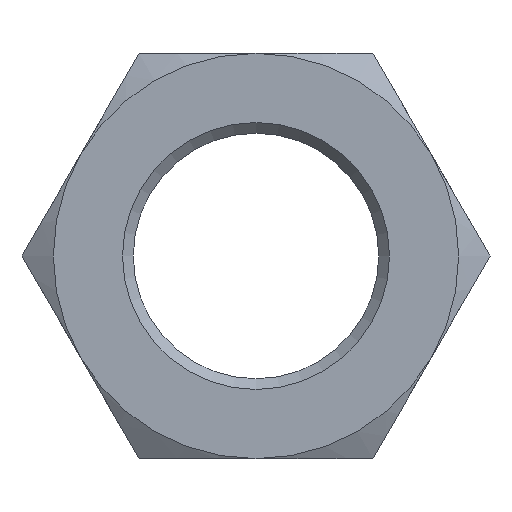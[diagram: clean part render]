
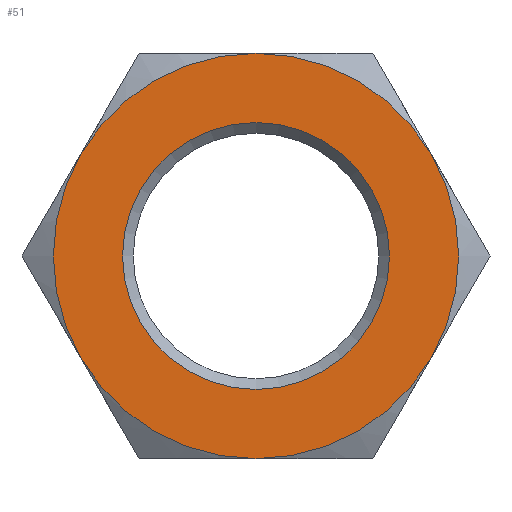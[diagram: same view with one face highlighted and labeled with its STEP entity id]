
A CAD part, left-side view. The second image highlights one B-rep face of the part: STEP entity #51.
In plain terms, the highlighted planar face has unit normal (-1, 0, 0).
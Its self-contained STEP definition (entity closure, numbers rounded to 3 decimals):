
#51 = ADVANCED_FACE( '', ( #116, #117 ), #118, .F. );
#116 = FACE_OUTER_BOUND( '', #197, .T. );
#117 = FACE_BOUND( '', #198, .T. );
#118 = PLANE( '', #199 );
#197 = EDGE_LOOP( '', ( #283, #284, #285, #286, #287, #288 ) );
#198 = EDGE_LOOP( '', ( #289 ) );
#199 = AXIS2_PLACEMENT_3D( '', #290, #291, #292 );
#283 = ORIENTED_EDGE( '', *, *, #461, .F. );
#284 = ORIENTED_EDGE( '', *, *, #462, .F. );
#285 = ORIENTED_EDGE( '', *, *, #463, .F. );
#286 = ORIENTED_EDGE( '', *, *, #464, .F. );
#287 = ORIENTED_EDGE( '', *, *, #465, .F. );
#288 = ORIENTED_EDGE( '', *, *, #466, .F. );
#289 = ORIENTED_EDGE( '', *, *, #467, .T. );
#290 = CARTESIAN_POINT( '', ( 0., 0., 0. ) );
#291 = DIRECTION( '', ( 1., 0., 0. ) );
#292 = DIRECTION( '', ( 0., 0., -1. ) );
#461 = EDGE_CURVE( '', #539, #540, #541, .T. );
#462 = EDGE_CURVE( '', #528, #539, #542, .T. );
#463 = EDGE_CURVE( '', #543, #528, #544, .T. );
#464 = EDGE_CURVE( '', #545, #543, #546, .T. );
#465 = EDGE_CURVE( '', #547, #545, #548, .T. );
#466 = EDGE_CURVE( '', #540, #547, #549, .T. );
#467 = EDGE_CURVE( '', #550, #550, #551, .T. );
#528 = VERTEX_POINT( '', #641 );
#539 = VERTEX_POINT( '', #680 );
#540 = VERTEX_POINT( '', #681 );
#541 = CIRCLE( '', #682, 20.5 );
#542 = CIRCLE( '', #683, 20.5 );
#543 = VERTEX_POINT( '', #684 );
#544 = CIRCLE( '', #685, 20.5 );
#545 = VERTEX_POINT( '', #686 );
#546 = CIRCLE( '', #687, 20.5 );
#547 = VERTEX_POINT( '', #688 );
#548 = CIRCLE( '', #689, 20.5 );
#549 = CIRCLE( '', #690, 20.5 );
#550 = VERTEX_POINT( '', #691 );
#551 = CIRCLE( '', #692, 13.5 );
#641 = CARTESIAN_POINT( '', ( 0., 0., -20.5 ) );
#680 = CARTESIAN_POINT( '', ( 0., 17.754, -10.25 ) );
#681 = CARTESIAN_POINT( '', ( 0., 17.754, 10.25 ) );
#682 = AXIS2_PLACEMENT_3D( '', #891, #892, #893 );
#683 = AXIS2_PLACEMENT_3D( '', #894, #895, #896 );
#684 = CARTESIAN_POINT( '', ( 0., -17.754, -10.25 ) );
#685 = AXIS2_PLACEMENT_3D( '', #897, #898, #899 );
#686 = CARTESIAN_POINT( '', ( 0., -17.754, 10.25 ) );
#687 = AXIS2_PLACEMENT_3D( '', #900, #901, #902 );
#688 = CARTESIAN_POINT( '', ( 0., 0., 20.5 ) );
#689 = AXIS2_PLACEMENT_3D( '', #903, #904, #905 );
#690 = AXIS2_PLACEMENT_3D( '', #906, #907, #908 );
#691 = CARTESIAN_POINT( '', ( 0., 0., -13.5 ) );
#692 = AXIS2_PLACEMENT_3D( '', #909, #910, #911 );
#891 = CARTESIAN_POINT( '', ( 0., 0., 0. ) );
#892 = DIRECTION( '', ( 1., 0., 0. ) );
#893 = DIRECTION( '', ( 0., 0., -1. ) );
#894 = CARTESIAN_POINT( '', ( 0., 0., 0. ) );
#895 = DIRECTION( '', ( 1., 0., 0. ) );
#896 = DIRECTION( '', ( 0., 0., -1. ) );
#897 = CARTESIAN_POINT( '', ( 0., 0., 0. ) );
#898 = DIRECTION( '', ( 1., 0., 0. ) );
#899 = DIRECTION( '', ( 0., 0., -1. ) );
#900 = CARTESIAN_POINT( '', ( 0., 0., 0. ) );
#901 = DIRECTION( '', ( 1., 0., 0. ) );
#902 = DIRECTION( '', ( 0., 0., -1. ) );
#903 = CARTESIAN_POINT( '', ( 0., 0., 0. ) );
#904 = DIRECTION( '', ( 1., 0., 0. ) );
#905 = DIRECTION( '', ( 0., 0., -1. ) );
#906 = CARTESIAN_POINT( '', ( 0., 0., 0. ) );
#907 = DIRECTION( '', ( 1., 0., 0. ) );
#908 = DIRECTION( '', ( 0., 0., -1. ) );
#909 = CARTESIAN_POINT( '', ( 0., 0., 0. ) );
#910 = DIRECTION( '', ( 1., 0., 0. ) );
#911 = DIRECTION( '', ( 0., 0., -1. ) );
